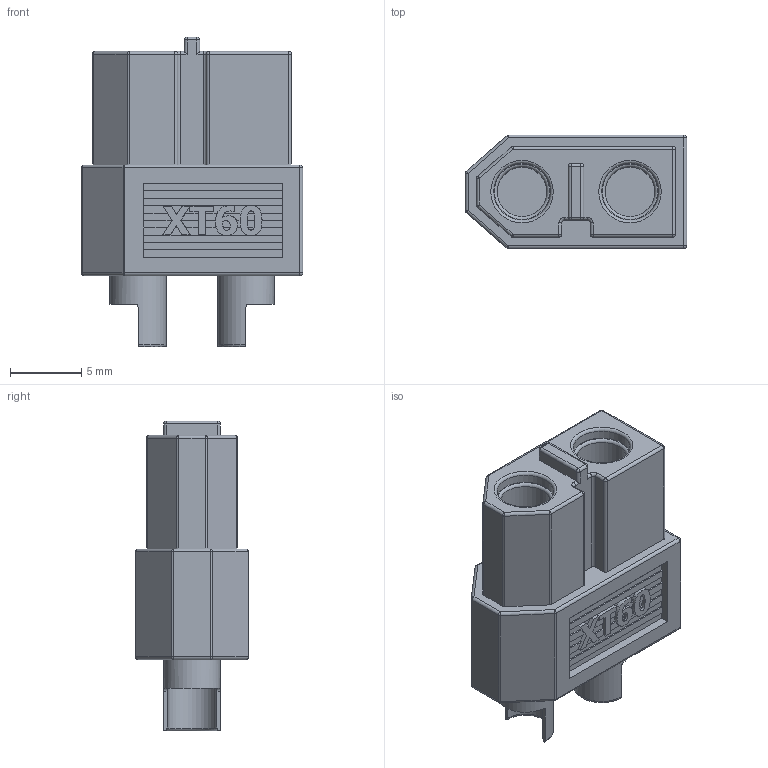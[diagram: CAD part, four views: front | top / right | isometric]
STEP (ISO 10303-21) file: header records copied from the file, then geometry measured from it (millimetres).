
FILE_DESCRIPTION((''),'2;1');
FILE_NAME('XT60 Buchse.stp','2013-09-12T19:54:36',('Dennis'),(''),'Autodesk Inventor 2013','Autodesk Inventor 2013','');
FILE_SCHEMA(('AUTOMOTIVE_DESIGN { 1 0 10303 214 1 1 1 1 }'));
Length unit declared in the file: millimetre
Products named in the file (1): XT60 Buchse
Bounding box: 15.6 x 8 x 21.8 mm (x, y, z)
Volume: 1127.6 mm3; surface area: 1688.1 mm2
Topology: 1 solids, 1 shells, 370 faces, 981 edges, 626 vertices
Faces by surface type: plane 209, bspline 62, cylinder 61, sphere 24, torus 12, cone 2
Full cylindrical faces by diameter (mm): 3.5 x4, 4 x4, 6 x2
Entity records: 11736 total; most frequent: CARTESIAN_POINT 3167, ORIENTED_EDGE 1910, DIRECTION 1479, EDGE_CURVE 955, VERTEX_POINT 618, VECTOR 593, LINE 593, AXIS2_PLACEMENT_3D 443
